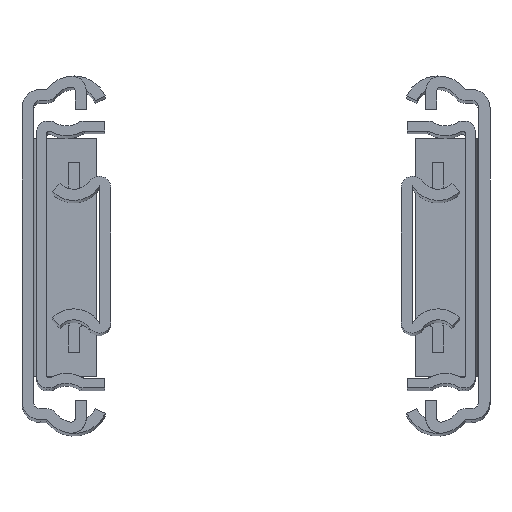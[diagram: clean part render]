
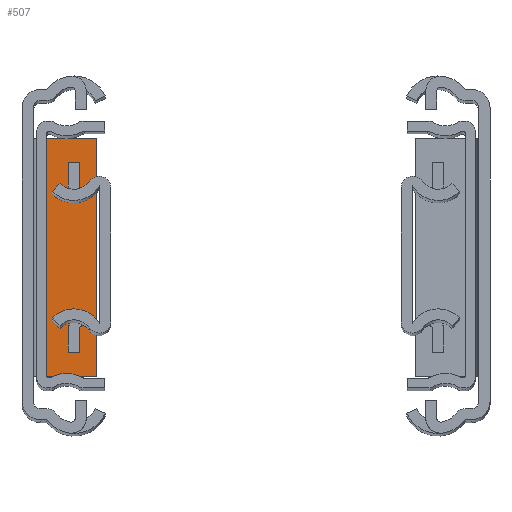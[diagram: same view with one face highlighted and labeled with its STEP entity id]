
A CAD part, top view. The second image highlights one B-rep face of the part: STEP entity #507.
In plain terms, the highlighted face is planar.
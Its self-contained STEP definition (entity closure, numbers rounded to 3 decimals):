
#507 = ADVANCED_FACE( '', ( #1045 ), #1046, .F. );
#1045 = FACE_OUTER_BOUND( '', #1600, .T. );
#1046 = PLANE( '', #1601 );
#1600 = EDGE_LOOP( '', ( #2876, #2877, #2878, #2879 ) );
#1601 = AXIS2_PLACEMENT_3D( '', #2880, #2881, #2882 );
#2876 = ORIENTED_EDGE( '', *, *, #3815, .T. );
#2877 = ORIENTED_EDGE( '', *, *, #3761, .F. );
#2878 = ORIENTED_EDGE( '', *, *, #3699, .F. );
#2879 = ORIENTED_EDGE( '', *, *, #3313, .T. );
#2880 = CARTESIAN_POINT( '', ( 4.72, 344.94, 25.4 ) );
#2881 = DIRECTION( '', ( 0., 1., 0. ) );
#2882 = DIRECTION( '', ( -1., 0., 0. ) );
#3313 = EDGE_CURVE( '', #3935, #3932, #3936, .T. );
#3699 = EDGE_CURVE( '', #3935, #4555, #4556, .T. );
#3761 = EDGE_CURVE( '', #4555, #4635, #4637, .T. );
#3815 = EDGE_CURVE( '', #3932, #4635, #4706, .T. );
#3932 = VERTEX_POINT( '', #4838 );
#3935 = VERTEX_POINT( '', #4841 );
#3936 = LINE( '', #4842, #4843 );
#4555 = VERTEX_POINT( '', #5679 );
#4556 = LINE( '', #5680, #5681 );
#4635 = VERTEX_POINT( '', #5785 );
#4637 = LINE( '', #5788, #5789 );
#4706 = LINE( '', #5876, #5877 );
#4838 = CARTESIAN_POINT( '', ( 4.72, 344.94, -25.4 ) );
#4841 = CARTESIAN_POINT( '', ( 4.72, 344.94, 25.4 ) );
#4842 = CARTESIAN_POINT( '', ( 4.72, 344.94, 25.4 ) );
#4843 = VECTOR( '', #6015, 1000. );
#5679 = CARTESIAN_POINT( '', ( 15.837, 344.94, 25.4 ) );
#5680 = CARTESIAN_POINT( '', ( 4.72, 344.94, 25.4 ) );
#5681 = VECTOR( '', #6562, 1000. );
#5785 = CARTESIAN_POINT( '', ( 15.837, 344.94, -25.4 ) );
#5788 = CARTESIAN_POINT( '', ( 15.837, 344.94, 25.4 ) );
#5789 = VECTOR( '', #6649, 1000. );
#5876 = CARTESIAN_POINT( '', ( 4.72, 344.94, -25.4 ) );
#5877 = VECTOR( '', #6716, 1000. );
#6015 = DIRECTION( '', ( 0., 0., -1. ) );
#6562 = DIRECTION( '', ( 1., 0., 0. ) );
#6649 = DIRECTION( '', ( 0., 0., -1. ) );
#6716 = DIRECTION( '', ( 1., 0., 0. ) );
